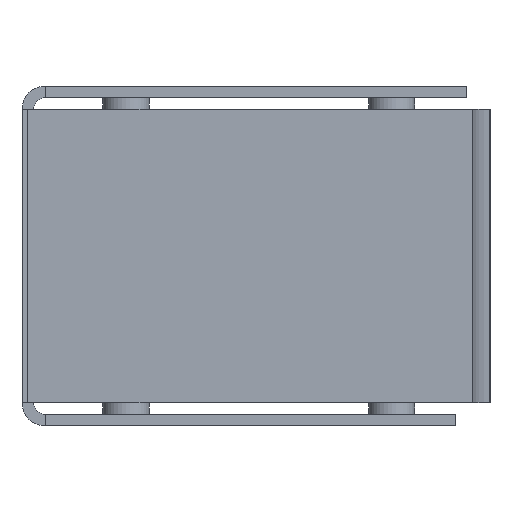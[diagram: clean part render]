
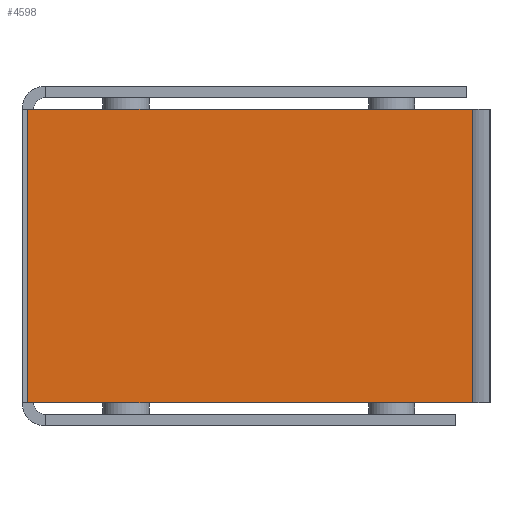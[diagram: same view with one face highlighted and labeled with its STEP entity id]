
A CAD part, left-side view. The second image highlights one B-rep face of the part: STEP entity #4598.
In plain terms, the highlighted planar face has unit normal (-1, 0, 0).
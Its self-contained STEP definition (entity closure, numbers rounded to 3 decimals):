
#80=PLANE('',#4950);
#431=FACE_OUTER_BOUND('',#702,.T.);
#702=EDGE_LOOP('',(#4004,#4005,#4006,#4007));
#1284=LINE('',#16574,#1590);
#1301=LINE('',#16637,#1607);
#1302=LINE('',#16639,#1608);
#1303=LINE('',#16640,#1609);
#1590=VECTOR('',#5796,10.);
#1607=VECTOR('',#5867,10.);
#1608=VECTOR('',#5868,10.);
#1609=VECTOR('',#5869,10.);
#2039=VERTEX_POINT('',#16571);
#2040=VERTEX_POINT('',#16573);
#2059=VERTEX_POINT('',#16636);
#2060=VERTEX_POINT('',#16638);
#2693=EDGE_CURVE('',#2039,#2040,#1284,.T.);
#2726=EDGE_CURVE('',#2059,#2039,#1301,.T.);
#2727=EDGE_CURVE('',#2060,#2059,#1302,.T.);
#2728=EDGE_CURVE('',#2040,#2060,#1303,.T.);
#4004=ORIENTED_EDGE('',*,*,#2726,.F.);
#4005=ORIENTED_EDGE('',*,*,#2727,.F.);
#4006=ORIENTED_EDGE('',*,*,#2728,.F.);
#4007=ORIENTED_EDGE('',*,*,#2693,.F.);
#4598=ADVANCED_FACE('',(#431),#80,.T.);
#4950=AXIS2_PLACEMENT_3D('',#16635,#5865,#5866);
#5796=DIRECTION('',(0.,1.,0.));
#5865=DIRECTION('center_axis',(-1.,0.,0.));
#5866=DIRECTION('ref_axis',(0.,-1.,0.));
#5867=DIRECTION('',(0.,0.,-1.));
#5868=DIRECTION('',(0.,-1.,0.));
#5869=DIRECTION('',(0.,0.,1.));
#16571=CARTESIAN_POINT('',(-75.,-18.5,-12.7));
#16573=CARTESIAN_POINT('',(-75.,20.,-12.7));
#16574=CARTESIAN_POINT('',(-75.,-20.,-12.7));
#16635=CARTESIAN_POINT('Origin',(-75.,20.,0.));
#16636=CARTESIAN_POINT('',(-75.,-18.5,12.7));
#16637=CARTESIAN_POINT('',(-75.,-18.5,0.));
#16638=CARTESIAN_POINT('',(-75.,20.,12.7));
#16639=CARTESIAN_POINT('',(-75.,-20.,12.7));
#16640=CARTESIAN_POINT('',(-75.,20.,0.));
